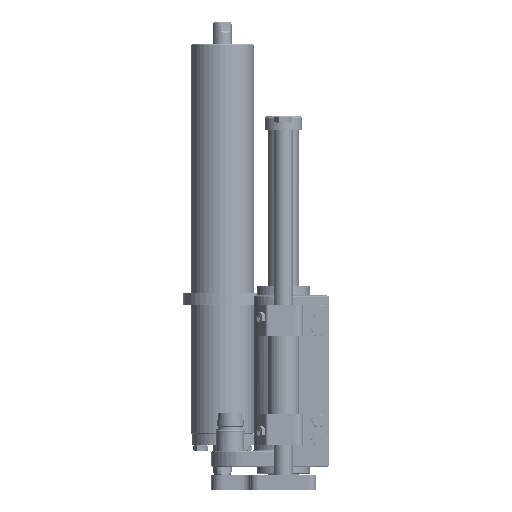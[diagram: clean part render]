
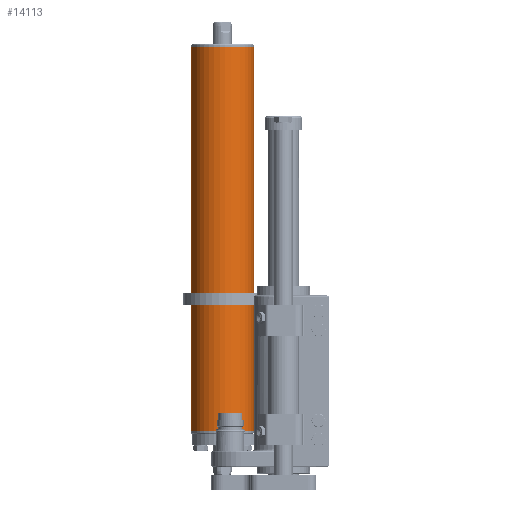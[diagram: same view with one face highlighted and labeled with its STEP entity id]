
A CAD part, left-side view. The second image highlights one B-rep face of the part: STEP entity #14113.
In plain terms, the highlighted cylindrical face has radius 20 mm (diameter 40 mm), a full revolution.
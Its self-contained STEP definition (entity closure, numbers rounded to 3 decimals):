
#213 = DIRECTION ( 'NONE',  ( 0., -1., 0. ) ) ;
#777 = CARTESIAN_POINT ( 'NONE',  ( 0., -0.6, 0. ) ) ;
#1187 = CARTESIAN_POINT ( 'NONE',  ( 0., 2., 0. ) ) ;
#1358 = EDGE_CURVE ( 'NONE', #4955, #4955, #33445, .T. ) ;
#1686 = DIRECTION ( 'NONE',  ( 0., 0., -1. ) ) ;
#2636 = CARTESIAN_POINT ( 'NONE',  ( 0., 2., -20. ) ) ;
#4260 = CYLINDRICAL_SURFACE ( 'NONE', #22130, 20. ) ;
#4261 = CARTESIAN_POINT ( 'NONE',  ( 0., 248., -20. ) ) ;
#4955 = VERTEX_POINT ( 'NONE', #4261 ) ;
#10221 = AXIS2_PLACEMENT_3D ( 'NONE', #38246, #213, #20447 ) ;
#11997 = DIRECTION ( 'NONE',  ( 0., -1., 0. ) ) ;
#14113 = ADVANCED_FACE ( 'NONE', ( #32848, #18569 ), #4260, .T. ) ;
#15047 = DIRECTION ( 'NONE',  ( 0., 0., -1. ) ) ;
#16365 = AXIS2_PLACEMENT_3D ( 'NONE', #1187, #22293, #1686 ) ;
#18569 = FACE_OUTER_BOUND ( 'NONE', #32464, .T. ) ;
#20447 = DIRECTION ( 'NONE',  ( 0., 0., -1. ) ) ;
#20451 = VERTEX_POINT ( 'NONE', #2636 ) ;
#21279 = EDGE_LOOP ( 'NONE', ( #24408 ) ) ;
#22130 = AXIS2_PLACEMENT_3D ( 'NONE', #777, #11997, #15047 ) ;
#22293 = DIRECTION ( 'NONE',  ( 0., -1., 0. ) ) ;
#24408 = ORIENTED_EDGE ( 'NONE', *, *, #1358, .T. ) ;
#27486 = ORIENTED_EDGE ( 'NONE', *, *, #32698, .F. ) ;
#32464 = EDGE_LOOP ( 'NONE', ( #27486 ) ) ;
#32698 = EDGE_CURVE ( 'NONE', #20451, #20451, #36579, .T. ) ;
#32848 = FACE_OUTER_BOUND ( 'NONE', #21279, .T. ) ;
#33445 = CIRCLE ( 'NONE', #10221, 20. ) ;
#36579 = CIRCLE ( 'NONE', #16365, 20. ) ;
#38246 = CARTESIAN_POINT ( 'NONE',  ( 0., 248., 0. ) ) ;
